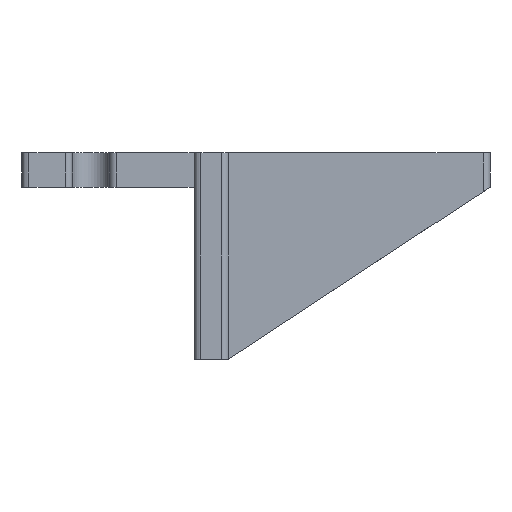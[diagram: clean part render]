
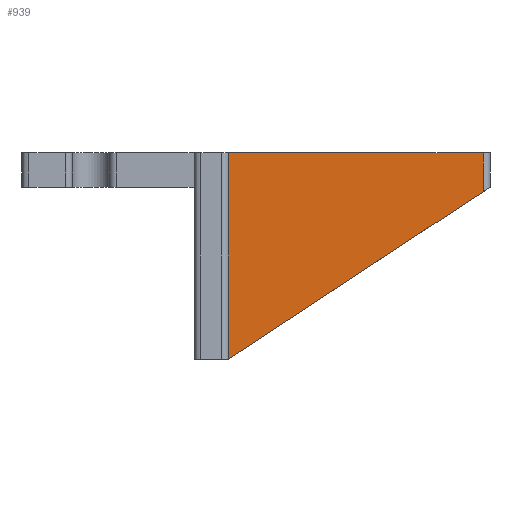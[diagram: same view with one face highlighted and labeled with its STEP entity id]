
A CAD part, left-side view. The second image highlights one B-rep face of the part: STEP entity #939.
In plain terms, the highlighted planar face has unit normal (-1, 0, 0).
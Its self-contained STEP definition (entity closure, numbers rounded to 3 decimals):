
#55=PLANE('',#1041);
#103=FACE_OUTER_BOUND('',#164,.T.);
#164=EDGE_LOOP('',(#811,#812,#813,#814));
#205=LINE('',#1392,#289);
#206=LINE('',#1396,#290);
#228=LINE('',#1465,#312);
#263=LINE('',#1583,#347);
#289=VECTOR('',#1110,10.);
#290=VECTOR('',#1115,10.);
#312=VECTOR('',#1169,10.);
#347=VECTOR('',#1306,10.);
#418=VERTEX_POINT('',#1389);
#419=VERTEX_POINT('',#1391);
#420=VERTEX_POINT('',#1395);
#451=VERTEX_POINT('',#1463);
#516=EDGE_CURVE('',#418,#419,#205,.T.);
#518=EDGE_CURVE('',#420,#419,#206,.T.);
#553=EDGE_CURVE('',#451,#418,#228,.T.);
#610=EDGE_CURVE('',#451,#420,#263,.T.);
#811=ORIENTED_EDGE('',*,*,#516,.F.);
#812=ORIENTED_EDGE('',*,*,#553,.F.);
#813=ORIENTED_EDGE('',*,*,#610,.T.);
#814=ORIENTED_EDGE('',*,*,#518,.T.);
#939=ADVANCED_FACE('',(#103),#55,.T.);
#1041=AXIS2_PLACEMENT_3D('',#1582,#1304,#1305);
#1110=DIRECTION('',(0.,0.,-1.));
#1115=DIRECTION('',(0.,-0.835,0.55));
#1169=DIRECTION('',(0.,-1.,0.));
#1304=DIRECTION('center_axis',(-1.,0.,0.));
#1305=DIRECTION('ref_axis',(0.,1.,0.));
#1306=DIRECTION('',(0.,0.,-1.));
#1389=CARTESIAN_POINT('',(-26.5,-20.,5.));
#1391=CARTESIAN_POINT('',(-26.5,-20.,-0.658));
#1392=CARTESIAN_POINT('',(-26.5,-20.,0.));
#1395=CARTESIAN_POINT('',(-26.5,17.,-25.));
#1396=CARTESIAN_POINT('',(-26.5,-2.,-12.5));
#1463=CARTESIAN_POINT('',(-26.5,17.,5.));
#1465=CARTESIAN_POINT('',(-26.5,16.313,5.));
#1582=CARTESIAN_POINT('Origin',(-26.5,-21.,0.));
#1583=CARTESIAN_POINT('',(-26.5,17.,5.));
